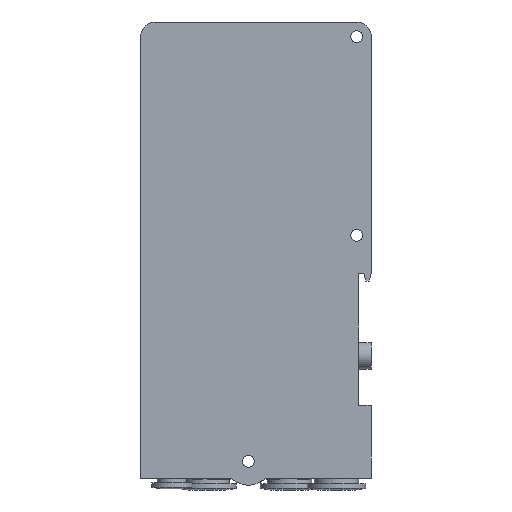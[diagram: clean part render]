
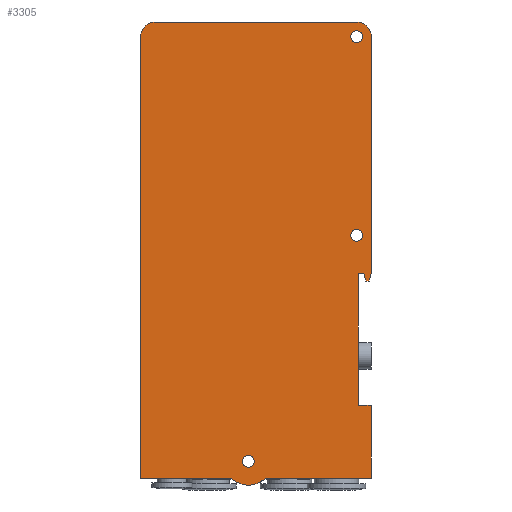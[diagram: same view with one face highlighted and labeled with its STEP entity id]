
A CAD part, left-side view. The second image highlights one B-rep face of the part: STEP entity #3305.
In plain terms, the highlighted planar face has unit normal (-1, 0, 0).
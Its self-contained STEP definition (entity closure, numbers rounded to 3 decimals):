
#354=LINE('',#5468,#629);
#361=LINE('',#5567,#636);
#368=LINE('',#5639,#643);
#378=LINE('',#5674,#653);
#382=LINE('',#5682,#657);
#385=LINE('',#5688,#660);
#388=LINE('',#5694,#663);
#391=LINE('',#5700,#666);
#394=LINE('',#5705,#669);
#396=LINE('',#5709,#671);
#397=LINE('',#5713,#672);
#398=LINE('',#5716,#673);
#629=VECTOR('',#3953,24.808);
#636=VECTOR('',#4048,29.008);
#643=VECTOR('',#4133,19.9);
#653=VECTOR('',#4159,1.464);
#657=VECTOR('',#4165,2.071);
#660=VECTOR('',#4170,0.964);
#663=VECTOR('',#4175,2.071);
#666=VECTOR('',#4180,36.);
#669=VECTOR('',#4185,3.5);
#671=VECTOR('',#4189,64.8);
#672=VECTOR('',#4192,55.);
#673=VECTOR('',#4195,120.7);
#780=PLANE('',#3514);
#886=FACE_BOUND('',#1291,.T.);
#887=FACE_BOUND('',#1292,.T.);
#888=FACE_BOUND('',#1293,.T.);
#889=FACE_BOUND('',#1294,.T.);
#1291=EDGE_LOOP('',(#2846));
#1292=EDGE_LOOP('',(#2847));
#1293=EDGE_LOOP('',(#2848));
#1294=EDGE_LOOP('',(#2849,#2850,#2851,#2852,#2853,#2854,#2855,#2856,#2857,
#2858,#2859,#2860,#2861,#2862,#2863));
#1356=CIRCLE('',#3477,1.6);
#1360=CIRCLE('',#3484,1.6);
#1364=CIRCLE('',#3491,1.6);
#1372=CIRCLE('',#3515,4.);
#1373=CIRCLE('',#3516,4.);
#1374=CIRCLE('',#3517,6.5);
#1592=VERTEX_POINT('',#5465);
#1593=VERTEX_POINT('',#5467);
#1620=VERTEX_POINT('',#5564);
#1621=VERTEX_POINT('',#5566);
#1629=VERTEX_POINT('',#5591);
#1633=VERTEX_POINT('',#5602);
#1637=VERTEX_POINT('',#5613);
#1647=VERTEX_POINT('',#5637);
#1655=VERTEX_POINT('',#5672);
#1656=VERTEX_POINT('',#5673);
#1659=VERTEX_POINT('',#5681);
#1661=VERTEX_POINT('',#5687);
#1663=VERTEX_POINT('',#5693);
#1665=VERTEX_POINT('',#5699);
#1667=VERTEX_POINT('',#5708);
#1668=VERTEX_POINT('',#5710);
#1669=VERTEX_POINT('',#5712);
#1670=VERTEX_POINT('',#5714);
#1991=EDGE_CURVE('',#1593,#1592,#354,.T.);
#2021=EDGE_CURVE('',#1621,#1620,#361,.T.);
#2030=EDGE_CURVE('',#1629,#1629,#1356,.T.);
#2034=EDGE_CURVE('',#1633,#1633,#1360,.T.);
#2038=EDGE_CURVE('',#1637,#1637,#1364,.T.);
#2048=EDGE_CURVE('',#1647,#1620,#368,.T.);
#2062=EDGE_CURVE('',#1655,#1656,#378,.T.);
#2066=EDGE_CURVE('',#1656,#1659,#382,.T.);
#2069=EDGE_CURVE('',#1659,#1661,#385,.T.);
#2072=EDGE_CURVE('',#1661,#1663,#388,.T.);
#2075=EDGE_CURVE('',#1665,#1655,#391,.T.);
#2078=EDGE_CURVE('',#1647,#1665,#394,.T.);
#2080=EDGE_CURVE('',#1667,#1663,#396,.T.);
#2081=EDGE_CURVE('',#1668,#1667,#1372,.T.);
#2082=EDGE_CURVE('',#1669,#1668,#397,.T.);
#2083=EDGE_CURVE('',#1670,#1669,#1373,.T.);
#2084=EDGE_CURVE('',#1593,#1670,#398,.T.);
#2085=EDGE_CURVE('',#1592,#1621,#1374,.T.);
#2846=ORIENTED_EDGE('',*,*,#2030,.T.);
#2847=ORIENTED_EDGE('',*,*,#2034,.T.);
#2848=ORIENTED_EDGE('',*,*,#2038,.T.);
#2849=ORIENTED_EDGE('',*,*,#2078,.T.);
#2850=ORIENTED_EDGE('',*,*,#2075,.T.);
#2851=ORIENTED_EDGE('',*,*,#2062,.T.);
#2852=ORIENTED_EDGE('',*,*,#2066,.T.);
#2853=ORIENTED_EDGE('',*,*,#2069,.T.);
#2854=ORIENTED_EDGE('',*,*,#2072,.T.);
#2855=ORIENTED_EDGE('',*,*,#2080,.F.);
#2856=ORIENTED_EDGE('',*,*,#2081,.F.);
#2857=ORIENTED_EDGE('',*,*,#2082,.F.);
#2858=ORIENTED_EDGE('',*,*,#2083,.F.);
#2859=ORIENTED_EDGE('',*,*,#2084,.F.);
#2860=ORIENTED_EDGE('',*,*,#1991,.T.);
#2861=ORIENTED_EDGE('',*,*,#2085,.T.);
#2862=ORIENTED_EDGE('',*,*,#2021,.T.);
#2863=ORIENTED_EDGE('',*,*,#2048,.F.);
#3305=ADVANCED_FACE('',(#886,#887,#888,#889),#780,.F.);
#3477=AXIS2_PLACEMENT_3D('',#5592,#4080,#4081);
#3484=AXIS2_PLACEMENT_3D('',#5603,#4094,#4095);
#3491=AXIS2_PLACEMENT_3D('',#5614,#4108,#4109);
#3514=AXIS2_PLACEMENT_3D('',#5707,#4187,#4188);
#3515=AXIS2_PLACEMENT_3D('',#5711,#4190,#4191);
#3516=AXIS2_PLACEMENT_3D('',#5715,#4193,#4194);
#3517=AXIS2_PLACEMENT_3D('',#5717,#4196,#4197);
#3953=DIRECTION('',(0.,-1.,0.));
#4048=DIRECTION('',(0.,-1.,0.));
#4080=DIRECTION('center_axis',(1.,0.,0.));
#4081=DIRECTION('ref_axis',(0.,0.,-1.));
#4094=DIRECTION('center_axis',(1.,0.,0.));
#4095=DIRECTION('ref_axis',(0.,0.,-1.));
#4108=DIRECTION('center_axis',(1.,0.,0.));
#4109=DIRECTION('ref_axis',(0.,0.,-1.));
#4133=DIRECTION('',(0.,0.,-1.));
#4159=DIRECTION('',(0.,-1.,0.));
#4165=DIRECTION('',(0.,-0.259,-0.966));
#4170=DIRECTION('',(0.,-1.,0.));
#4175=DIRECTION('',(0.,-0.259,0.966));
#4180=DIRECTION('',(0.,0.,1.));
#4185=DIRECTION('',(0.,1.,0.));
#4187=DIRECTION('center_axis',(1.,0.,0.));
#4188=DIRECTION('ref_axis',(0.,0.,-1.));
#4189=DIRECTION('',(0.,0.,-1.));
#4190=DIRECTION('center_axis',(1.,0.,0.));
#4191=DIRECTION('ref_axis',(0.,0.,1.));
#4192=DIRECTION('',(0.,-1.,0.));
#4193=DIRECTION('center_axis',(1.,0.,0.));
#4194=DIRECTION('ref_axis',(0.,1.,0.));
#4195=DIRECTION('',(0.,0.,1.));
#4196=DIRECTION('center_axis',(-1.,0.,0.));
#4197=DIRECTION('ref_axis',(0.,-0.707,-0.708));
#5465=CARTESIAN_POINT('',(0.,38.192,-3.));
#5467=CARTESIAN_POINT('',(0.,63.,-3.));
#5468=CARTESIAN_POINT('',(0.,63.,-3.));
#5564=CARTESIAN_POINT('',(0.,0.,-3.));
#5566=CARTESIAN_POINT('',(0.,29.008,-3.));
#5567=CARTESIAN_POINT('',(0.,63.,-3.));
#5591=CARTESIAN_POINT('',(0.,4.,65.));
#5592=CARTESIAN_POINT('Origin',(0.,4.,63.4));
#5602=CARTESIAN_POINT('',(0.,4.,119.3));
#5603=CARTESIAN_POINT('Origin',(0.,4.,117.7));
#5613=CARTESIAN_POINT('',(0.,33.6,3.2));
#5614=CARTESIAN_POINT('Origin',(0.,33.6,1.6));
#5637=CARTESIAN_POINT('',(0.,0.,16.9));
#5639=CARTESIAN_POINT('',(0.,0.,117.7));
#5672=CARTESIAN_POINT('',(0.,3.5,52.9));
#5673=CARTESIAN_POINT('',(0.,2.036,52.9));
#5674=CARTESIAN_POINT('',(0.,17.405,52.9));
#5681=CARTESIAN_POINT('',(0.,1.5,50.9));
#5682=CARTESIAN_POINT('',(0.,6.209,68.475));
#5687=CARTESIAN_POINT('',(0.,0.536,50.9));
#5688=CARTESIAN_POINT('',(0.,16.405,50.9));
#5693=CARTESIAN_POINT('',(0.,0.,52.9));
#5694=CARTESIAN_POINT('',(0.,-1.876,59.902));
#5699=CARTESIAN_POINT('',(0.,3.5,16.9));
#5700=CARTESIAN_POINT('',(0.,3.5,47.671));
#5705=CARTESIAN_POINT('',(0.,15.655,16.9));
#5707=CARTESIAN_POINT('Origin',(0.,31.31,78.443));
#5708=CARTESIAN_POINT('',(0.,0.,117.7));
#5709=CARTESIAN_POINT('',(0.,0.,117.7));
#5710=CARTESIAN_POINT('',(0.,4.,121.7));
#5711=CARTESIAN_POINT('Origin',(0.,4.,117.7));
#5712=CARTESIAN_POINT('',(0.,59.,121.7));
#5713=CARTESIAN_POINT('',(0.,59.,121.7));
#5714=CARTESIAN_POINT('',(0.,63.,117.7));
#5715=CARTESIAN_POINT('Origin',(0.,59.,117.7));
#5716=CARTESIAN_POINT('',(0.,63.,-3.));
#5717=CARTESIAN_POINT('Origin',(0.,33.6,1.6));
